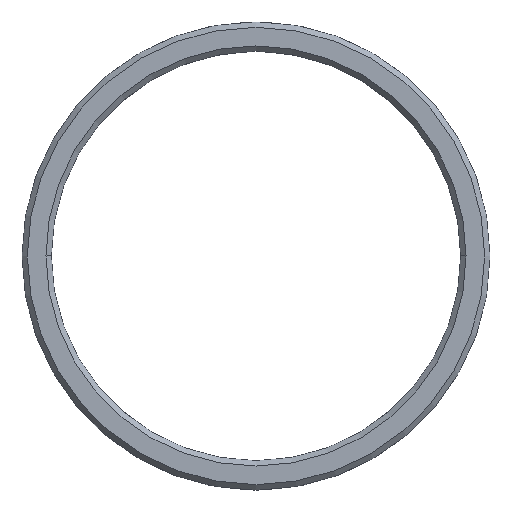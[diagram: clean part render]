
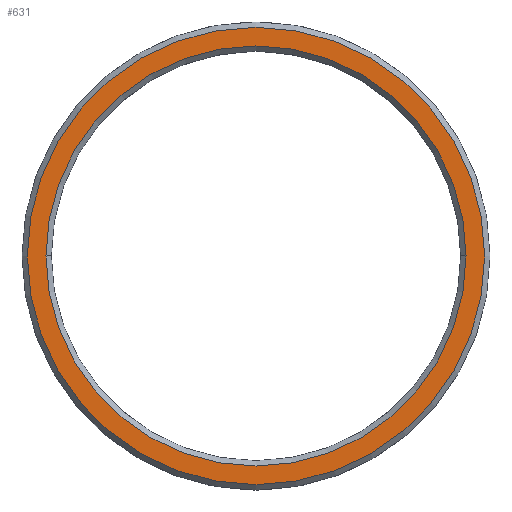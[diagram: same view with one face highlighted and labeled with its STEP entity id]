
A CAD part, top view. The second image highlights one B-rep face of the part: STEP entity #631.
In plain terms, the highlighted planar face has unit normal (0, 0, 1).
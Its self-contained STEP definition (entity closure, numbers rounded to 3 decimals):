
#7 = CARTESIAN_POINT ( 'NONE',  ( 11.8, 0., 2.05 ) ) ;
#52 = AXIS2_PLACEMENT_3D ( 'NONE', #136, #551, #936 ) ;
#63 = EDGE_CURVE ( 'NONE', #752, #432, #1008, .T. ) ;
#136 = CARTESIAN_POINT ( 'NONE',  ( 0., 0., 2.05 ) ) ;
#156 = VERTEX_POINT ( 'NONE', #387 ) ;
#175 = CARTESIAN_POINT ( 'NONE',  ( 0., 0., 2.05 ) ) ;
#203 = DIRECTION ( 'NONE',  ( 0., 0., 1. ) ) ;
#224 = EDGE_CURVE ( 'NONE', #234, #156, #928, .T. ) ;
#234 = VERTEX_POINT ( 'NONE', #394 ) ;
#275 = ORIENTED_EDGE ( 'NONE', *, *, #224, .T. ) ;
#320 = EDGE_CURVE ( 'NONE', #156, #234, #806, .T. ) ;
#337 = EDGE_CURVE ( 'NONE', #432, #752, #940, .T. ) ;
#339 = CARTESIAN_POINT ( 'NONE',  ( 0., 0., 2.05 ) ) ;
#345 = DIRECTION ( 'NONE',  ( 1., 0., 0. ) ) ;
#346 = ORIENTED_EDGE ( 'NONE', *, *, #63, .T. ) ;
#351 = AXIS2_PLACEMENT_3D ( 'NONE', #339, #203, #662 ) ;
#366 = AXIS2_PLACEMENT_3D ( 'NONE', #421, #839, #345 ) ;
#378 = CARTESIAN_POINT ( 'NONE',  ( -11.8, 0., 2.05 ) ) ;
#387 = CARTESIAN_POINT ( 'NONE',  ( 12.845, 0., 2.05 ) ) ;
#394 = CARTESIAN_POINT ( 'NONE',  ( -12.845, 0., 2.05 ) ) ;
#421 = CARTESIAN_POINT ( 'NONE',  ( 0., 0., 2.05 ) ) ;
#432 = VERTEX_POINT ( 'NONE', #378 ) ;
#480 = CARTESIAN_POINT ( 'NONE',  ( 0., 0., 2.05 ) ) ;
#551 = DIRECTION ( 'NONE',  ( 0., 0., -1. ) ) ;
#627 = FACE_BOUND ( 'NONE', #630, .T. ) ;
#630 = EDGE_LOOP ( 'NONE', ( #346, #900 ) ) ;
#631 = ADVANCED_FACE ( 'NONE', ( #627, #717 ), #1033, .T. ) ;
#642 = ORIENTED_EDGE ( 'NONE', *, *, #320, .T. ) ;
#653 = AXIS2_PLACEMENT_3D ( 'NONE', #175, #797, #871 ) ;
#662 = DIRECTION ( 'NONE',  ( 1., 0., 0. ) ) ;
#715 = EDGE_LOOP ( 'NONE', ( #275, #642 ) ) ;
#717 = FACE_OUTER_BOUND ( 'NONE', #715, .T. ) ;
#752 = VERTEX_POINT ( 'NONE', #7 ) ;
#797 = DIRECTION ( 'NONE',  ( 0., 0., 1. ) ) ;
#806 = CIRCLE ( 'NONE', #351, 12.845 ) ;
#839 = DIRECTION ( 'NONE',  ( 0., 0., -1. ) ) ;
#871 = DIRECTION ( 'NONE',  ( 1., 0., 0. ) ) ;
#900 = ORIENTED_EDGE ( 'NONE', *, *, #337, .T. ) ;
#928 = CIRCLE ( 'NONE', #653, 12.845 ) ;
#936 = DIRECTION ( 'NONE',  ( 1., 0., 0. ) ) ;
#940 = CIRCLE ( 'NONE', #366, 11.8 ) ;
#954 = DIRECTION ( 'NONE',  ( 0., 0., 1. ) ) ;
#1008 = CIRCLE ( 'NONE', #52, 11.8 ) ;
#1026 = DIRECTION ( 'NONE',  ( 1., 0., 0. ) ) ;
#1032 = AXIS2_PLACEMENT_3D ( 'NONE', #480, #954, #1026 ) ;
#1033 = PLANE ( 'NONE',  #1032 ) ;
